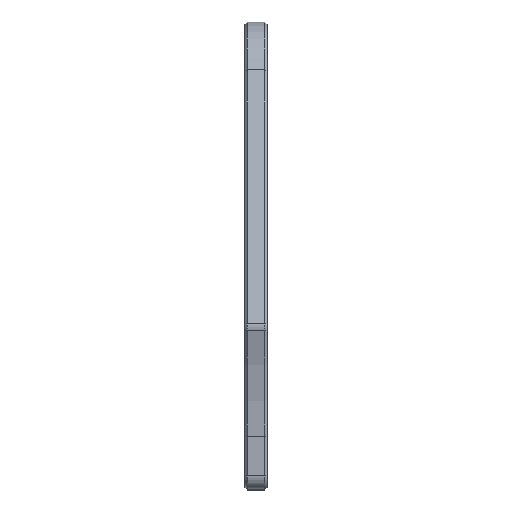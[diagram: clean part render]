
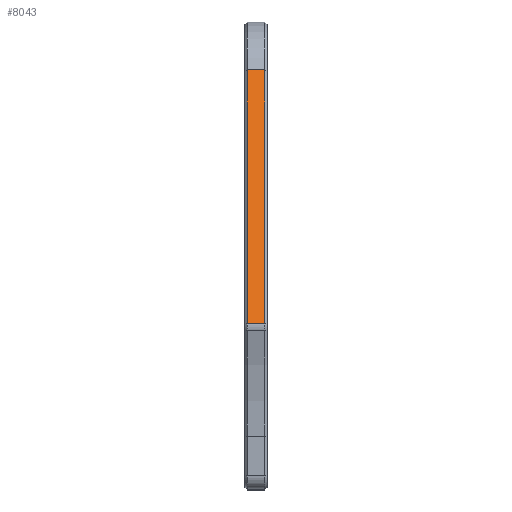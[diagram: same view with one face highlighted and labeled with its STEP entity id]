
A CAD part, top view. The second image highlights one B-rep face of the part: STEP entity #8043.
In plain terms, the highlighted planar face has unit normal (0, 0.34, 0.94).
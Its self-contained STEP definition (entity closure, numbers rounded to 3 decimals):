
#463=LINE('',#12653,#1170);
#831=LINE('',#13851,#1538);
#854=LINE('',#13901,#1561);
#855=LINE('',#13903,#1562);
#1170=VECTOR('',#10099,10.);
#1538=VECTOR('',#11417,10.);
#1561=VECTOR('',#11490,10.);
#1562=VECTOR('',#11493,10.);
#1748=PLANE('',#8970);
#2236=FACE_OUTER_BOUND('',#2765,.T.);
#2765=EDGE_LOOP('',(#7305,#7306,#7307,#7308));
#3584=VERTEX_POINT('',#12647);
#3585=VERTEX_POINT('',#12651);
#3880=VERTEX_POINT('',#13845);
#3881=VERTEX_POINT('',#13849);
#4429=EDGE_CURVE('',#3585,#3584,#463,.T.);
#5010=EDGE_CURVE('',#3881,#3880,#831,.T.);
#5035=EDGE_CURVE('',#3880,#3585,#854,.T.);
#5036=EDGE_CURVE('',#3584,#3881,#855,.T.);
#7305=ORIENTED_EDGE('',*,*,#4429,.F.);
#7306=ORIENTED_EDGE('',*,*,#5035,.F.);
#7307=ORIENTED_EDGE('',*,*,#5010,.F.);
#7308=ORIENTED_EDGE('',*,*,#5036,.F.);
#8043=ADVANCED_FACE('',(#2236),#1748,.T.);
#8970=AXIS2_PLACEMENT_3D('',#13902,#11491,#11492);
#10099=DIRECTION('',(0.,-0.94,0.34));
#11417=DIRECTION('',(0.,0.94,-0.34));
#11490=DIRECTION('',(1.,0.,0.));
#11491=DIRECTION('center_axis',(0.,0.34,0.94));
#11492=DIRECTION('ref_axis',(0.,-0.94,0.34));
#11493=DIRECTION('',(-1.,0.,0.));
#12647=CARTESIAN_POINT('',(4.5,37.558,117.496));
#12651=CARTESIAN_POINT('',(4.5,95.104,96.679));
#12653=CARTESIAN_POINT('',(4.5,82.532,101.227));
#13845=CARTESIAN_POINT('',(0.5,95.104,96.679));
#13849=CARTESIAN_POINT('',(0.5,37.558,117.496));
#13851=CARTESIAN_POINT('',(0.5,82.532,101.227));
#13901=CARTESIAN_POINT('',(0.,95.104,96.679));
#13902=CARTESIAN_POINT('Origin',(0.,95.104,96.679));
#13903=CARTESIAN_POINT('',(0.,37.558,117.496));
